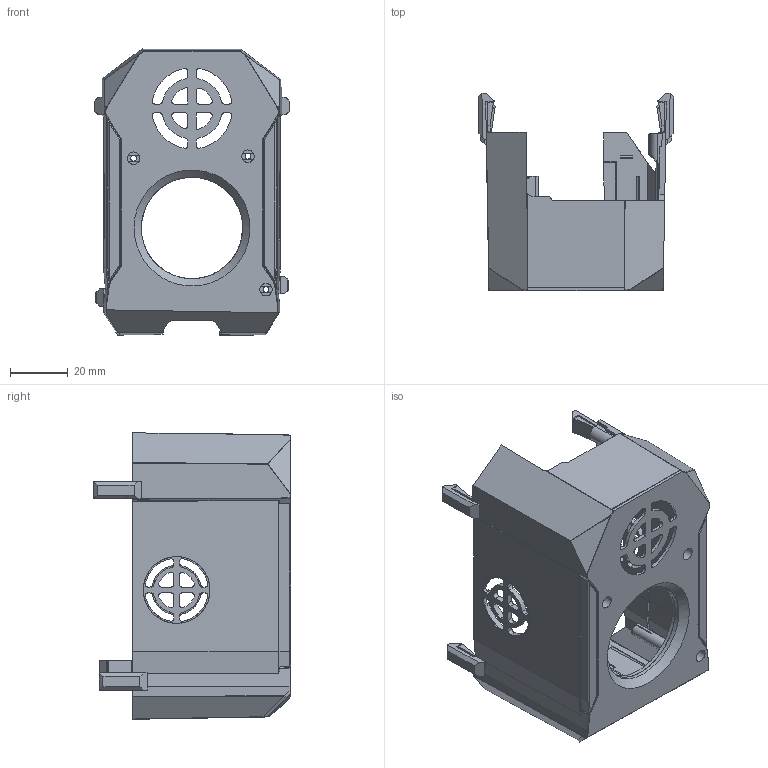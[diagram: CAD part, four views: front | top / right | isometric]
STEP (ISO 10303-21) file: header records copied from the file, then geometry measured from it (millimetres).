
FILE_DESCRIPTION(/* description */ (''),/* implementation_level */ '2;1');
FILE_NAME(/* name */ 'extruder cover.step',/* time_stamp */ '2025-05-06T20:02:38+08:00',/* author */ (''),/* organization */ (''),/* preprocessor_version */ 'ST-DEVELOPER v20.1',/* originating_system */ 'Autodesk Translation Framework v14.4.0.0',/* authorisation */ '');
FILE_SCHEMA (('AUTOMOTIVE_DESIGN { 1 0 10303 214 3 1 1 }'));
Length unit declared in the file: millimetre
Products named in the file (1): Extruder Cover
Bounding box: 67.36 x 68 x 98.85 mm (x, y, z)
Volume: 30419.9 mm3; surface area: 42228.5 mm2
Topology: 8 solids, 9 shells, 947 faces, 2638 edges, 1699 vertices
Faces by surface type: plane 517, cylinder 296, bspline 103, sphere 21, cone 10
Full cylindrical faces by diameter (mm): 2 x3, 4.2 x2, 4.3 x7, 6.3 x2, 25 x1, 35.001 x1
Entity records: 32878 total; most frequent: CARTESIAN_POINT 8559, ORIENTED_EDGE 5262, DIRECTION 4952, EDGE_CURVE 2631, AXIS2_PLACEMENT_3D 1702, VERTEX_POINT 1701, LINE 1548, VECTOR 1548
